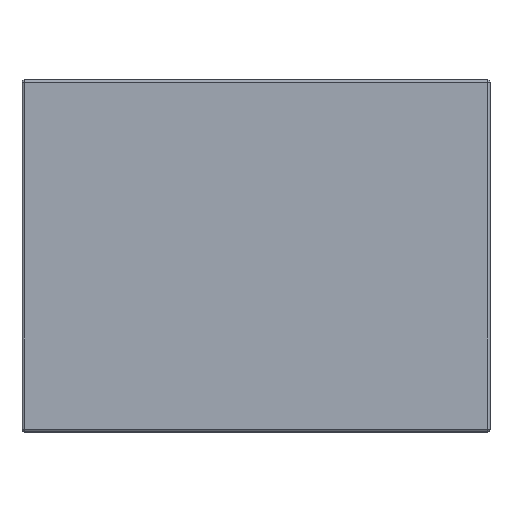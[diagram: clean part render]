
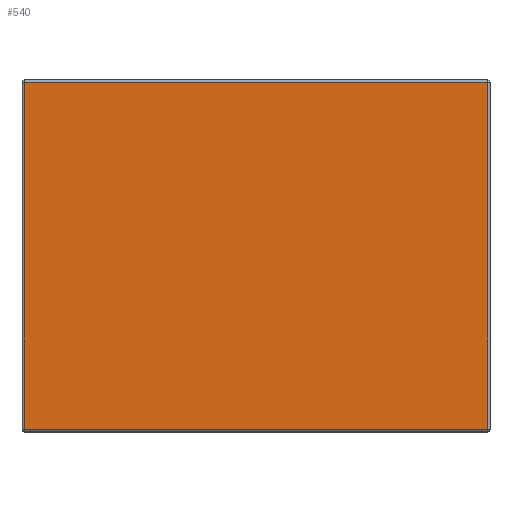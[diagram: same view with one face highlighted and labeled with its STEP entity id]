
A CAD part, top view. The second image highlights one B-rep face of the part: STEP entity #540.
In plain terms, the highlighted planar face has unit normal (0, 0, 1).
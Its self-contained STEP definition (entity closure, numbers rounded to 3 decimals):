
#27=PLANE('',#588);
#41=LINE('',#761,#65);
#53=LINE('',#799,#77);
#54=LINE('',#803,#78);
#55=LINE('',#805,#79);
#65=VECTOR('',#637,1000.);
#77=VECTOR('',#683,1000.);
#78=VECTOR('',#688,1000.);
#79=VECTOR('',#689,1000.);
#138=ORIENTED_EDGE('',*,*,#211,.T.);
#139=ORIENTED_EDGE('',*,*,#213,.F.);
#140=ORIENTED_EDGE('',*,*,#214,.T.);
#141=ORIENTED_EDGE('',*,*,#192,.F.);
#192=EDGE_CURVE('',#235,#237,#41,.T.);
#211=EDGE_CURVE('',#235,#247,#53,.T.);
#213=EDGE_CURVE('',#248,#247,#54,.T.);
#214=EDGE_CURVE('',#248,#237,#55,.T.);
#235=VERTEX_POINT('',#754);
#237=VERTEX_POINT('',#759);
#247=VERTEX_POINT('',#800);
#248=VERTEX_POINT('',#804);
#292=EDGE_LOOP('',(#138,#139,#140,#141));
#318=FACE_BOUND('',#292,.T.);
#540=ADVANCED_FACE('',(#318),#27,.T.);
#588=AXIS2_PLACEMENT_3D('',#802,#686,#687);
#637=DIRECTION('',(-1.,0.,0.));
#683=DIRECTION('',(0.,1.,0.));
#686=DIRECTION('',(0.,0.,1.));
#687=DIRECTION('',(1.,0.,0.));
#688=DIRECTION('',(1.,0.,0.));
#689=DIRECTION('',(0.,-1.,0.));
#754=CARTESIAN_POINT('',(1.505,-2.01,1.14));
#759=CARTESIAN_POINT('',(-1.505,-2.01,1.14));
#761=CARTESIAN_POINT('',(1.525,-2.01,1.14));
#799=CARTESIAN_POINT('',(1.505,1.14,1.14));
#800=CARTESIAN_POINT('',(1.505,2.01,1.14));
#802=CARTESIAN_POINT('',(-1.525,-1.14,1.14));
#803=CARTESIAN_POINT('',(-1.525,2.01,1.14));
#804=CARTESIAN_POINT('',(-1.505,2.01,1.14));
#805=CARTESIAN_POINT('',(-1.505,-1.14,1.14));
